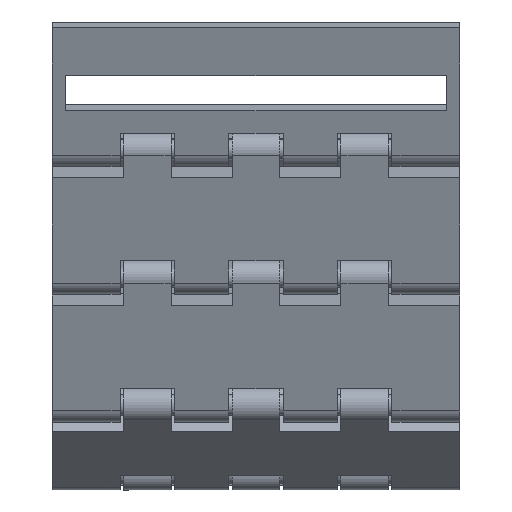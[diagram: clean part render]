
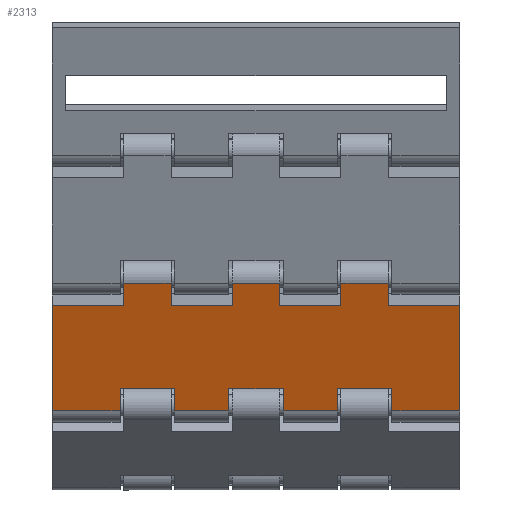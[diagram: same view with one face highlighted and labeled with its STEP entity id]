
A CAD part, left-side view. The second image highlights one B-rep face of the part: STEP entity #2313.
In plain terms, the highlighted face is planar.
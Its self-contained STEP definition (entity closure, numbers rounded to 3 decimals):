
#120=PLANE('',#2499);
#228=FACE_OUTER_BOUND('',#361,.T.);
#361=EDGE_LOOP('',(#1774,#1775,#1776,#1777,#1778,#1779,#1780,#1781,#1782,
#1783,#1784,#1785,#1786,#1787,#1788,#1789,#1790,#1791,#1792,#1793,#1794,
#1795,#1796,#1797,#1798,#1799,#1800,#1801));
#478=LINE('',#3323,#750);
#479=LINE('',#3326,#751);
#482=LINE('',#3334,#754);
#486=LINE('',#3344,#758);
#487=LINE('',#3350,#759);
#490=LINE('',#3355,#762);
#494=LINE('',#3365,#766);
#495=LINE('',#3368,#767);
#498=LINE('',#3376,#770);
#500=LINE('',#3383,#772);
#503=LINE('',#3389,#775);
#508=LINE('',#3401,#780);
#509=LINE('',#3407,#781);
#512=LINE('',#3412,#784);
#516=LINE('',#3422,#788);
#517=LINE('',#3428,#789);
#520=LINE('',#3433,#792);
#524=LINE('',#3443,#796);
#525=LINE('',#3446,#797);
#529=LINE('',#3455,#801);
#530=LINE('',#3457,#802);
#533=LINE('',#3461,#805);
#534=LINE('',#3464,#806);
#541=LINE('',#3475,#813);
#542=LINE('',#3477,#814);
#543=LINE('',#3479,#815);
#544=LINE('',#3481,#816);
#545=LINE('',#3482,#817);
#750=VECTOR('',#2679,10.);
#751=VECTOR('',#2682,10.);
#754=VECTOR('',#2689,10.);
#758=VECTOR('',#2697,10.);
#759=VECTOR('',#2702,10.);
#762=VECTOR('',#2707,10.);
#766=VECTOR('',#2715,10.);
#767=VECTOR('',#2718,10.);
#770=VECTOR('',#2725,10.);
#772=VECTOR('',#2731,10.);
#775=VECTOR('',#2736,10.);
#780=VECTOR('',#2745,10.);
#781=VECTOR('',#2750,10.);
#784=VECTOR('',#2755,10.);
#788=VECTOR('',#2763,10.);
#789=VECTOR('',#2768,10.);
#792=VECTOR('',#2773,10.);
#796=VECTOR('',#2781,10.);
#797=VECTOR('',#2784,10.);
#801=VECTOR('',#2792,10.);
#802=VECTOR('',#2795,10.);
#805=VECTOR('',#2800,10.);
#806=VECTOR('',#2803,10.);
#813=VECTOR('',#2816,10.);
#814=VECTOR('',#2819,10.);
#815=VECTOR('',#2822,10.);
#816=VECTOR('',#2825,10.);
#817=VECTOR('',#2826,10.);
#1079=VERTEX_POINT('',#3317);
#1081=VERTEX_POINT('',#3321);
#1082=VERTEX_POINT('',#3325);
#1084=VERTEX_POINT('',#3331);
#1087=VERTEX_POINT('',#3338);
#1089=VERTEX_POINT('',#3342);
#1090=VERTEX_POINT('',#3346);
#1092=VERTEX_POINT('',#3349);
#1095=VERTEX_POINT('',#3359);
#1097=VERTEX_POINT('',#3363);
#1098=VERTEX_POINT('',#3367);
#1100=VERTEX_POINT('',#3373);
#1102=VERTEX_POINT('',#3379);
#1104=VERTEX_POINT('',#3382);
#1106=VERTEX_POINT('',#3388);
#1109=VERTEX_POINT('',#3395);
#1111=VERTEX_POINT('',#3399);
#1112=VERTEX_POINT('',#3403);
#1114=VERTEX_POINT('',#3406);
#1117=VERTEX_POINT('',#3416);
#1119=VERTEX_POINT('',#3420);
#1120=VERTEX_POINT('',#3424);
#1122=VERTEX_POINT('',#3427);
#1125=VERTEX_POINT('',#3437);
#1127=VERTEX_POINT('',#3441);
#1128=VERTEX_POINT('',#3445);
#1131=VERTEX_POINT('',#3453);
#1132=VERTEX_POINT('',#3463);
#1303=EDGE_CURVE('',#1079,#1081,#478,.T.);
#1304=EDGE_CURVE('',#1081,#1082,#479,.T.);
#1308=EDGE_CURVE('',#1082,#1084,#482,.T.);
#1313=EDGE_CURVE('',#1087,#1089,#486,.T.);
#1315=EDGE_CURVE('',#1092,#1090,#487,.T.);
#1318=EDGE_CURVE('',#1089,#1092,#490,.T.);
#1323=EDGE_CURVE('',#1095,#1097,#494,.T.);
#1324=EDGE_CURVE('',#1097,#1098,#495,.T.);
#1328=EDGE_CURVE('',#1098,#1100,#498,.T.);
#1331=EDGE_CURVE('',#1104,#1102,#500,.T.);
#1334=EDGE_CURVE('',#1106,#1104,#503,.T.);
#1340=EDGE_CURVE('',#1109,#1111,#508,.T.);
#1342=EDGE_CURVE('',#1114,#1112,#509,.T.);
#1345=EDGE_CURVE('',#1111,#1114,#512,.T.);
#1350=EDGE_CURVE('',#1117,#1119,#516,.T.);
#1352=EDGE_CURVE('',#1122,#1120,#517,.T.);
#1355=EDGE_CURVE('',#1119,#1122,#520,.T.);
#1360=EDGE_CURVE('',#1125,#1127,#524,.T.);
#1361=EDGE_CURVE('',#1127,#1128,#525,.T.);
#1366=EDGE_CURVE('',#1131,#1112,#529,.T.);
#1367=EDGE_CURVE('',#1109,#1120,#530,.T.);
#1370=EDGE_CURVE('',#1117,#1090,#533,.T.);
#1371=EDGE_CURVE('',#1087,#1132,#534,.T.);
#1379=EDGE_CURVE('',#1102,#1095,#541,.T.);
#1380=EDGE_CURVE('',#1100,#1079,#542,.T.);
#1381=EDGE_CURVE('',#1084,#1125,#543,.T.);
#1382=EDGE_CURVE('',#1132,#1128,#544,.T.);
#1383=EDGE_CURVE('',#1131,#1106,#545,.T.);
#1774=ORIENTED_EDGE('',*,*,#1308,.T.);
#1775=ORIENTED_EDGE('',*,*,#1381,.T.);
#1776=ORIENTED_EDGE('',*,*,#1360,.T.);
#1777=ORIENTED_EDGE('',*,*,#1361,.T.);
#1778=ORIENTED_EDGE('',*,*,#1382,.F.);
#1779=ORIENTED_EDGE('',*,*,#1371,.F.);
#1780=ORIENTED_EDGE('',*,*,#1313,.T.);
#1781=ORIENTED_EDGE('',*,*,#1318,.T.);
#1782=ORIENTED_EDGE('',*,*,#1315,.T.);
#1783=ORIENTED_EDGE('',*,*,#1370,.F.);
#1784=ORIENTED_EDGE('',*,*,#1350,.T.);
#1785=ORIENTED_EDGE('',*,*,#1355,.T.);
#1786=ORIENTED_EDGE('',*,*,#1352,.T.);
#1787=ORIENTED_EDGE('',*,*,#1367,.F.);
#1788=ORIENTED_EDGE('',*,*,#1340,.T.);
#1789=ORIENTED_EDGE('',*,*,#1345,.T.);
#1790=ORIENTED_EDGE('',*,*,#1342,.T.);
#1791=ORIENTED_EDGE('',*,*,#1366,.F.);
#1792=ORIENTED_EDGE('',*,*,#1383,.T.);
#1793=ORIENTED_EDGE('',*,*,#1334,.T.);
#1794=ORIENTED_EDGE('',*,*,#1331,.T.);
#1795=ORIENTED_EDGE('',*,*,#1379,.T.);
#1796=ORIENTED_EDGE('',*,*,#1323,.T.);
#1797=ORIENTED_EDGE('',*,*,#1324,.T.);
#1798=ORIENTED_EDGE('',*,*,#1328,.T.);
#1799=ORIENTED_EDGE('',*,*,#1380,.T.);
#1800=ORIENTED_EDGE('',*,*,#1303,.T.);
#1801=ORIENTED_EDGE('',*,*,#1304,.T.);
#2313=ADVANCED_FACE('',(#228),#120,.T.);
#2499=AXIS2_PLACEMENT_3D('',#3480,#2823,#2824);
#2679=DIRECTION('',(-1.,0.,0.));
#2682=DIRECTION('',(0.,1.,0.));
#2689=DIRECTION('',(1.,0.,0.));
#2697=DIRECTION('',(1.,0.,0.));
#2702=DIRECTION('',(-1.,0.,0.));
#2707=DIRECTION('',(0.,-1.,0.));
#2715=DIRECTION('',(-1.,0.,0.));
#2718=DIRECTION('',(0.,1.,0.));
#2725=DIRECTION('',(1.,0.,0.));
#2731=DIRECTION('',(1.,0.,0.));
#2736=DIRECTION('',(0.,1.,0.));
#2745=DIRECTION('',(1.,0.,0.));
#2750=DIRECTION('',(-1.,0.,0.));
#2755=DIRECTION('',(0.,-1.,0.));
#2763=DIRECTION('',(1.,0.,0.));
#2768=DIRECTION('',(-1.,0.,0.));
#2773=DIRECTION('',(0.,-1.,0.));
#2781=DIRECTION('',(-1.,0.,0.));
#2784=DIRECTION('',(0.,1.,0.));
#2792=DIRECTION('',(0.,1.,0.));
#2795=DIRECTION('',(0.,1.,0.));
#2800=DIRECTION('',(0.,1.,0.));
#2803=DIRECTION('',(0.,1.,0.));
#2816=DIRECTION('',(0.,1.,0.));
#2819=DIRECTION('',(0.,1.,0.));
#2822=DIRECTION('',(0.,1.,0.));
#2823=DIRECTION('center_axis',(0.,0.,1.));
#2824=DIRECTION('ref_axis',(1.,0.,0.));
#2825=DIRECTION('',(1.,0.,0.));
#2826=DIRECTION('',(1.,0.,0.));
#3317=CARTESIAN_POINT('',(20.,33.5,2.5));
#3321=CARTESIAN_POINT('',(16.5,33.5,2.5));
#3323=CARTESIAN_POINT('',(11.25,33.5,2.5));
#3325=CARTESIAN_POINT('',(16.5,42.5,2.5));
#3326=CARTESIAN_POINT('',(16.5,16.75,2.5));
#3331=CARTESIAN_POINT('',(20.,42.5,2.5));
#3334=CARTESIAN_POINT('',(8.25,42.5,2.5));
#3338=CARTESIAN_POINT('',(0.,50.,2.5));
#3342=CARTESIAN_POINT('',(3.5,50.,2.5));
#3344=CARTESIAN_POINT('',(-1.25,50.,2.5));
#3346=CARTESIAN_POINT('',(0.,42.,2.5));
#3349=CARTESIAN_POINT('',(3.5,42.,2.5));
#3350=CARTESIAN_POINT('',(1.75,42.,2.5));
#3355=CARTESIAN_POINT('',(3.5,25.,2.5));
#3359=CARTESIAN_POINT('',(20.,17.5,2.5));
#3363=CARTESIAN_POINT('',(16.5,17.5,2.5));
#3365=CARTESIAN_POINT('',(11.25,17.5,2.5));
#3367=CARTESIAN_POINT('',(16.5,26.5,2.5));
#3368=CARTESIAN_POINT('',(16.5,8.75,2.5));
#3373=CARTESIAN_POINT('',(20.,26.5,2.5));
#3376=CARTESIAN_POINT('',(8.25,26.5,2.5));
#3379=CARTESIAN_POINT('',(20.,10.5,2.5));
#3382=CARTESIAN_POINT('',(16.5,10.5,2.5));
#3383=CARTESIAN_POINT('',(8.25,10.5,2.5));
#3388=CARTESIAN_POINT('',(16.5,0.,2.5));
#3389=CARTESIAN_POINT('',(16.5,0.,2.5));
#3395=CARTESIAN_POINT('',(0.,18.,2.5));
#3399=CARTESIAN_POINT('',(3.5,18.,2.5));
#3401=CARTESIAN_POINT('',(-1.25,18.,2.5));
#3403=CARTESIAN_POINT('',(0.,10.,2.5));
#3406=CARTESIAN_POINT('',(3.5,10.,2.5));
#3407=CARTESIAN_POINT('',(1.75,10.,2.5));
#3412=CARTESIAN_POINT('',(3.5,9.,2.5));
#3416=CARTESIAN_POINT('',(0.,34.,2.5));
#3420=CARTESIAN_POINT('',(3.5,34.,2.5));
#3422=CARTESIAN_POINT('',(-1.25,34.,2.5));
#3424=CARTESIAN_POINT('',(0.,26.,2.5));
#3427=CARTESIAN_POINT('',(3.5,26.,2.5));
#3428=CARTESIAN_POINT('',(1.75,26.,2.5));
#3433=CARTESIAN_POINT('',(3.5,17.,2.5));
#3437=CARTESIAN_POINT('',(20.,49.5,2.5));
#3441=CARTESIAN_POINT('',(16.5,49.5,2.5));
#3443=CARTESIAN_POINT('',(11.25,49.5,2.5));
#3445=CARTESIAN_POINT('',(16.5,60.,2.5));
#3446=CARTESIAN_POINT('',(16.5,24.75,2.5));
#3453=CARTESIAN_POINT('',(0.,0.,2.5));
#3455=CARTESIAN_POINT('',(0.,0.,2.5));
#3457=CARTESIAN_POINT('',(0.,0.,2.5));
#3461=CARTESIAN_POINT('',(0.,0.,2.5));
#3463=CARTESIAN_POINT('',(0.,60.,2.5));
#3464=CARTESIAN_POINT('',(0.,0.,2.5));
#3475=CARTESIAN_POINT('',(20.,0.,2.5));
#3477=CARTESIAN_POINT('',(20.,0.,2.5));
#3479=CARTESIAN_POINT('',(20.,0.,2.5));
#3480=CARTESIAN_POINT('Origin',(0.,0.,2.5));
#3481=CARTESIAN_POINT('',(0.,60.,2.5));
#3482=CARTESIAN_POINT('',(0.,0.,2.5));
